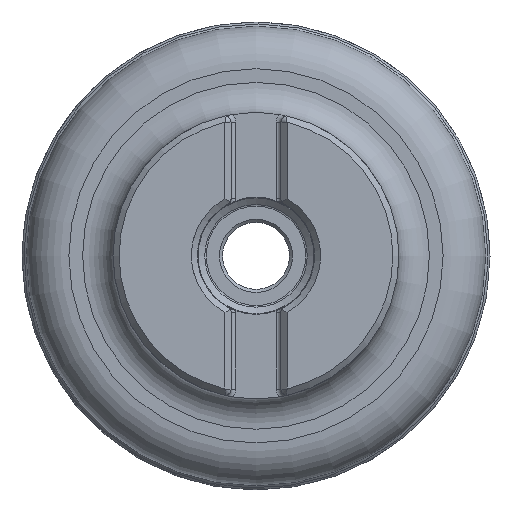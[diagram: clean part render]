
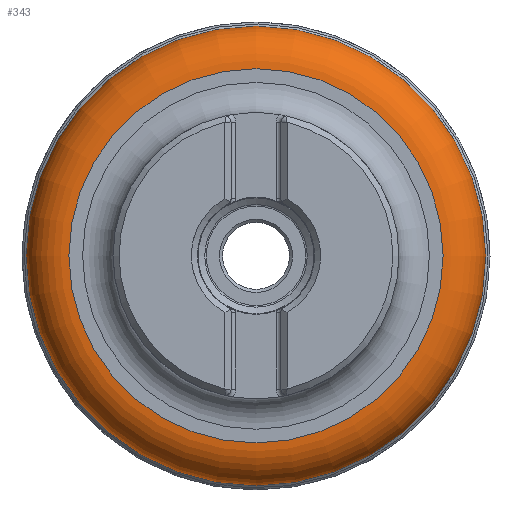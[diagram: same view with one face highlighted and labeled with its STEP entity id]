
A CAD part, top view. The second image highlights one B-rep face of the part: STEP entity #343.
In plain terms, the highlighted toroidal (fillet/blend) face has major radius 30.75 mm and minor radius 7 mm.
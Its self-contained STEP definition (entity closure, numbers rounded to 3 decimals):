
#93=TOROIDAL_SURFACE('',#1755,30.75,7.);
#343=ADVANCED_FACE('',(#597,#598),#93,.T.);
#597=FACE_BOUND('',#691,.T.);
#598=FACE_BOUND('',#692,.T.);
#691=EDGE_LOOP('',(#858));
#692=EDGE_LOOP('',(#859));
#858=ORIENTED_EDGE('',*,*,#1278,.F.);
#859=ORIENTED_EDGE('',*,*,#1275,.F.);
#1152=VERTEX_POINT('',#2591);
#1155=VERTEX_POINT('',#2598);
#1275=EDGE_CURVE('',#1152,#1152,#1427,.T.);
#1278=EDGE_CURVE('',#1155,#1155,#1430,.T.);
#1427=CIRCLE('',#1727,30.75);
#1430=CIRCLE('',#1731,37.75);
#1727=AXIS2_PLACEMENT_3D('',#2590,#1997,#1998);
#1731=AXIS2_PLACEMENT_3D('',#2597,#2005,#2006);
#1755=AXIS2_PLACEMENT_3D('',#2638,#2055,#2056);
#1997=DIRECTION('',(0.,0.,1.));
#1998=DIRECTION('',(1.,0.,0.));
#2005=DIRECTION('',(0.,0.,-1.));
#2006=DIRECTION('',(1.,0.,0.));
#2055=DIRECTION('',(0.,0.,1.));
#2056=DIRECTION('',(1.,0.,0.));
#2590=CARTESIAN_POINT('',(0.,0.,-16.));
#2591=CARTESIAN_POINT('',(30.75,0.,-16.));
#2597=CARTESIAN_POINT('',(0.,0.,-23.));
#2598=CARTESIAN_POINT('',(37.75,0.,-23.));
#2638=CARTESIAN_POINT('',(0.,0.,-23.));
